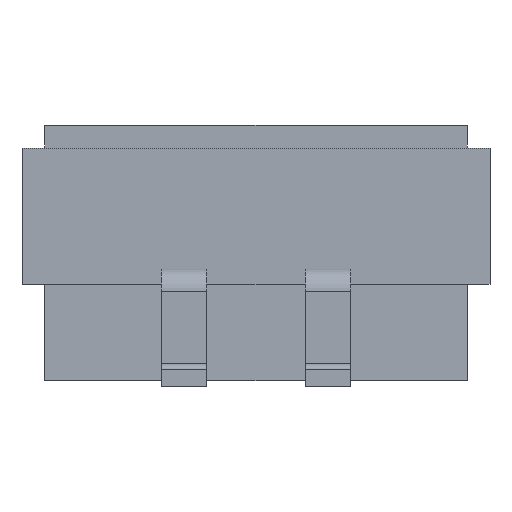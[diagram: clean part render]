
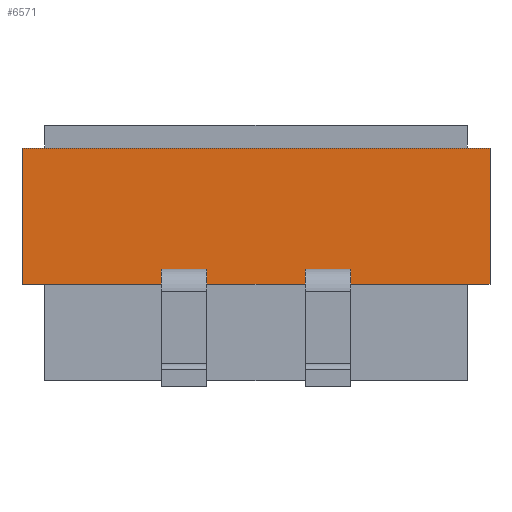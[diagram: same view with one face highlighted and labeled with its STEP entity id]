
A CAD part, front view. The second image highlights one B-rep face of the part: STEP entity #6571.
In plain terms, the highlighted planar face has unit normal (0, -1, 0).
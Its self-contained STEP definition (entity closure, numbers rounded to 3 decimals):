
#52 = CARTESIAN_POINT ( 'NONE',  ( -2.065, -2.7, 1.035 ) ) ;
#68 = ORIENTED_EDGE ( 'NONE', *, *, #6191, .T. ) ;
#72 = CARTESIAN_POINT ( 'NONE',  ( -0.44, -2.7, 1.035 ) ) ;
#88 = ORIENTED_EDGE ( 'NONE', *, *, #4667, .F. ) ;
#121 = VECTOR ( 'NONE', #3180, 1000. ) ;
#282 = ORIENTED_EDGE ( 'NONE', *, *, #4218, .T. ) ;
#346 = EDGE_CURVE ( 'NONE', #1118, #2460, #5407, .T. ) ;
#392 = FACE_OUTER_BOUND ( 'NONE', #1896, .T. ) ;
#447 = CARTESIAN_POINT ( 'NONE',  ( -2.065, -2.7, 0.9 ) ) ;
#457 = ORIENTED_EDGE ( 'NONE', *, *, #4585, .T. ) ;
#483 = CARTESIAN_POINT ( 'NONE',  ( -2.065, -2.7, 0.9 ) ) ;
#529 = LINE ( 'NONE', #1552, #3746 ) ;
#688 = EDGE_CURVE ( 'NONE', #5073, #1462, #1053, .T. ) ;
#927 = VERTEX_POINT ( 'NONE', #447 ) ;
#950 = VECTOR ( 'NONE', #3399, 1000. ) ;
#1053 = LINE ( 'NONE', #3809, #6704 ) ;
#1118 = VERTEX_POINT ( 'NONE', #1736 ) ;
#1145 = DIRECTION ( 'NONE',  ( 1., 0., 0. ) ) ;
#1258 = ORIENTED_EDGE ( 'NONE', *, *, #4756, .T. ) ;
#1336 = CARTESIAN_POINT ( 'NONE',  ( -2.065, -2.7, 1.035 ) ) ;
#1462 = VERTEX_POINT ( 'NONE', #72 ) ;
#1465 = CARTESIAN_POINT ( 'NONE',  ( 0.83, -2.7, 2.1 ) ) ;
#1471 = EDGE_CURVE ( 'NONE', #5891, #4281, #4622, .T. ) ;
#1552 = CARTESIAN_POINT ( 'NONE',  ( -2.065, -2.7, 0.9 ) ) ;
#1736 = CARTESIAN_POINT ( 'NONE',  ( -0.84, -2.7, 0.9 ) ) ;
#1771 = CARTESIAN_POINT ( 'NONE',  ( -0.84, -2.7, 2.1 ) ) ;
#1807 = VECTOR ( 'NONE', #1145, 1000. ) ;
#1819 = VECTOR ( 'NONE', #6567, 1000. ) ;
#1862 = LINE ( 'NONE', #6525, #2141 ) ;
#1883 = CARTESIAN_POINT ( 'NONE',  ( -2.065, -2.7, 2.1 ) ) ;
#1896 = EDGE_LOOP ( 'NONE', ( #2423, #1258, #68, #3566, #6235, #3625, #5474, #88, #457, #282, #2793, #5376 ) ) ;
#2027 = VECTOR ( 'NONE', #2237, 1000. ) ;
#2141 = VECTOR ( 'NONE', #2743, 1000. ) ;
#2237 = DIRECTION ( 'NONE',  ( 0., 0., 1. ) ) ;
#2355 = VECTOR ( 'NONE', #2944, 1000. ) ;
#2423 = ORIENTED_EDGE ( 'NONE', *, *, #688, .F. ) ;
#2460 = VERTEX_POINT ( 'NONE', #3700 ) ;
#2528 = VERTEX_POINT ( 'NONE', #6017 ) ;
#2668 = VECTOR ( 'NONE', #3033, 1000. ) ;
#2743 = DIRECTION ( 'NONE',  ( 1., 0., 0. ) ) ;
#2793 = ORIENTED_EDGE ( 'NONE', *, *, #346, .T. ) ;
#2909 = DIRECTION ( 'NONE',  ( 0., 0., 1. ) ) ;
#2944 = DIRECTION ( 'NONE',  ( 0., 0., -1. ) ) ;
#2952 = CARTESIAN_POINT ( 'NONE',  ( 0.43, -2.7, 0.9 ) ) ;
#3024 = AXIS2_PLACEMENT_3D ( 'NONE', #1883, #5991, #4939 ) ;
#3033 = DIRECTION ( 'NONE',  ( -1., 0., 0. ) ) ;
#3114 = VECTOR ( 'NONE', #2909, 1000. ) ;
#3180 = DIRECTION ( 'NONE',  ( 0., 0., -1. ) ) ;
#3399 = DIRECTION ( 'NONE',  ( -1., 0., 0. ) ) ;
#3419 = LINE ( 'NONE', #5504, #3114 ) ;
#3464 = VERTEX_POINT ( 'NONE', #6558 ) ;
#3492 = LINE ( 'NONE', #5039, #2355 ) ;
#3566 = ORIENTED_EDGE ( 'NONE', *, *, #3584, .F. ) ;
#3584 = EDGE_CURVE ( 'NONE', #3696, #4358, #4050, .T. ) ;
#3599 = DIRECTION ( 'NONE',  ( 1., 0., 0. ) ) ;
#3625 = ORIENTED_EDGE ( 'NONE', *, *, #3744, .T. ) ;
#3692 = CARTESIAN_POINT ( 'NONE',  ( 2.055, -2.7, 2.1 ) ) ;
#3696 = VERTEX_POINT ( 'NONE', #5859 ) ;
#3700 = CARTESIAN_POINT ( 'NONE',  ( -0.84, -2.7, 1.035 ) ) ;
#3744 = EDGE_CURVE ( 'NONE', #3464, #4281, #6310, .T. ) ;
#3745 = DIRECTION ( 'NONE',  ( 0., 0., 1. ) ) ;
#3746 = VECTOR ( 'NONE', #3599, 1000. ) ;
#3809 = CARTESIAN_POINT ( 'NONE',  ( -0.44, -2.7, 2.1 ) ) ;
#4050 = LINE ( 'NONE', #52, #2668 ) ;
#4156 = EDGE_CURVE ( 'NONE', #1462, #2460, #5986, .T. ) ;
#4218 = EDGE_CURVE ( 'NONE', #927, #1118, #5557, .T. ) ;
#4281 = VERTEX_POINT ( 'NONE', #5085 ) ;
#4358 = VERTEX_POINT ( 'NONE', #5511 ) ;
#4408 = VECTOR ( 'NONE', #6674, 1000. ) ;
#4557 = EDGE_CURVE ( 'NONE', #3464, #3696, #5650, .T. ) ;
#4585 = EDGE_CURVE ( 'NONE', #2528, #927, #3492, .T. ) ;
#4622 = LINE ( 'NONE', #3692, #121 ) ;
#4667 = EDGE_CURVE ( 'NONE', #2528, #5891, #1862, .T. ) ;
#4756 = EDGE_CURVE ( 'NONE', #5073, #4966, #529, .T. ) ;
#4939 = DIRECTION ( 'NONE',  ( 1., 0., 0. ) ) ;
#4966 = VERTEX_POINT ( 'NONE', #2952 ) ;
#5039 = CARTESIAN_POINT ( 'NONE',  ( -2.065, -2.7, 2.1 ) ) ;
#5073 = VERTEX_POINT ( 'NONE', #6675 ) ;
#5085 = CARTESIAN_POINT ( 'NONE',  ( 2.055, -2.7, 0.9 ) ) ;
#5376 = ORIENTED_EDGE ( 'NONE', *, *, #4156, .F. ) ;
#5407 = LINE ( 'NONE', #1771, #2027 ) ;
#5474 = ORIENTED_EDGE ( 'NONE', *, *, #1471, .F. ) ;
#5504 = CARTESIAN_POINT ( 'NONE',  ( 0.43, -2.7, 2.1 ) ) ;
#5511 = CARTESIAN_POINT ( 'NONE',  ( 0.43, -2.7, 1.035 ) ) ;
#5557 = LINE ( 'NONE', #483, #4408 ) ;
#5650 = LINE ( 'NONE', #1465, #1819 ) ;
#5789 = CARTESIAN_POINT ( 'NONE',  ( -2.065, -2.7, 0.9 ) ) ;
#5859 = CARTESIAN_POINT ( 'NONE',  ( 0.83, -2.7, 1.035 ) ) ;
#5891 = VERTEX_POINT ( 'NONE', #6467 ) ;
#5986 = LINE ( 'NONE', #1336, #950 ) ;
#5991 = DIRECTION ( 'NONE',  ( 0., 1., 0. ) ) ;
#6017 = CARTESIAN_POINT ( 'NONE',  ( -2.065, -2.7, 2.1 ) ) ;
#6191 = EDGE_CURVE ( 'NONE', #4966, #4358, #3419, .T. ) ;
#6235 = ORIENTED_EDGE ( 'NONE', *, *, #4557, .F. ) ;
#6310 = LINE ( 'NONE', #5789, #1807 ) ;
#6467 = CARTESIAN_POINT ( 'NONE',  ( 2.055, -2.7, 2.1 ) ) ;
#6525 = CARTESIAN_POINT ( 'NONE',  ( -2.065, -2.7, 2.1 ) ) ;
#6547 = PLANE ( 'NONE',  #3024 ) ;
#6558 = CARTESIAN_POINT ( 'NONE',  ( 0.83, -2.7, 0.9 ) ) ;
#6567 = DIRECTION ( 'NONE',  ( 0., 0., 1. ) ) ;
#6571 = ADVANCED_FACE ( 'NONE', ( #392 ), #6547, .F. ) ;
#6674 = DIRECTION ( 'NONE',  ( 1., 0., 0. ) ) ;
#6675 = CARTESIAN_POINT ( 'NONE',  ( -0.44, -2.7, 0.9 ) ) ;
#6704 = VECTOR ( 'NONE', #3745, 1000. ) ;
